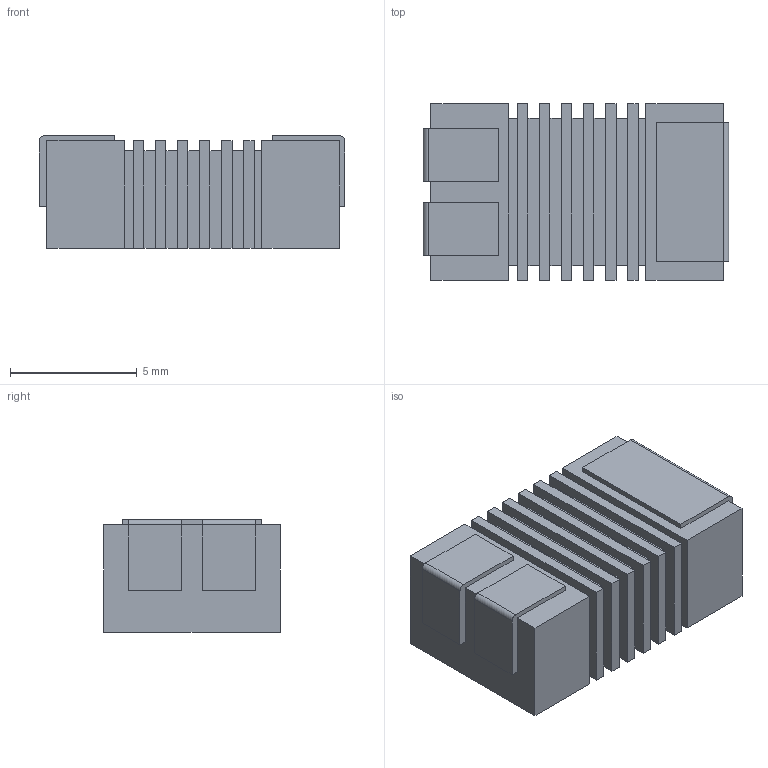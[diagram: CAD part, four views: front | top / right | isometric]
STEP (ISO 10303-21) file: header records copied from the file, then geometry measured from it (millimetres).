
FILE_DESCRIPTION(('HOOPS Exchange Step'),'2;1');
FILE_NAME('temp_export','2023-01-28T19:36:04+08:00',('30abd'),('Shapr3D Limited'),'HOOPS Exchange 2022.2','Shapr3D','Authorized');
FILE_SCHEMA( ('AUTOMOTIVE_DESIGN { 1 0 10303 214 1 1 1 1 }') );
Length unit declared in the file: millimetre
Products named in the file (2): Linear Pattern 01; root
Assembly tree (1 placements, depth 2):
  root
    Linear Pattern 01
Bounding box: 12.06 x 6.98 x 4.44 mm (x, y, z)
Volume: 331.7 mm3; surface area: 529.4 mm2
Topology: 4 solids, 4 shells, 93 faces, 255 edges, 170 vertices
Faces by surface type: plane 90, cylinder 3
Entity records: 2944 total; most frequent: CARTESIAN_POINT 520, ORIENTED_EDGE 510, DIRECTION 451, EDGE_CURVE 255, VECTOR 249, LINE 249, VERTEX_POINT 170, AXIS2_PLACEMENT_3D 101
